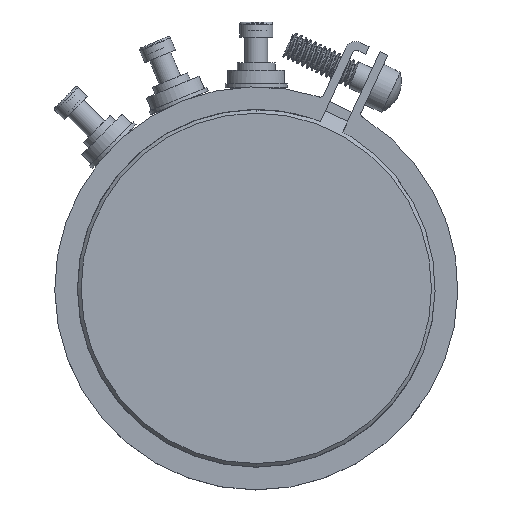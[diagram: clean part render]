
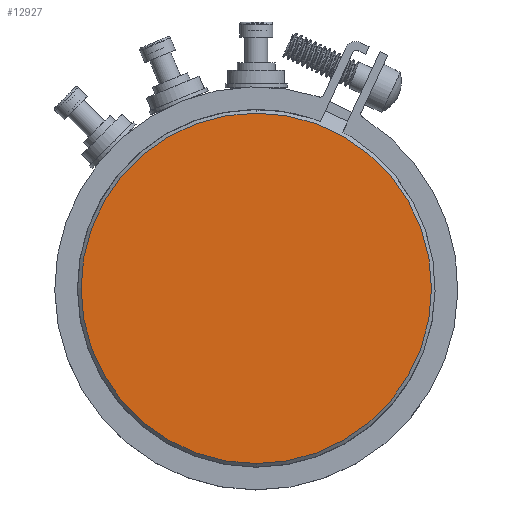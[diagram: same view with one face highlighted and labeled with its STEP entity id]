
A CAD part, top view. The second image highlights one B-rep face of the part: STEP entity #12927.
In plain terms, the highlighted planar face has unit normal (0, 0, 1).
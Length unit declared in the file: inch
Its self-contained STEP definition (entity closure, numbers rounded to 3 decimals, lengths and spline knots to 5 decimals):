
#663=CARTESIAN_POINT('',(0.,0.,0.075));
#664=DIRECTION('',(0.,0.,1.));
#665=DIRECTION('',(0.,-1.,0.));
#666=AXIS2_PLACEMENT_3D('',#663,#664,#665);
#807=CARTESIAN_POINT('',(0.,0.,0.075));
#808=DIRECTION('',(0.,0.,-1.));
#809=DIRECTION('',(0.,-1.,0.));
#810=AXIS2_PLACEMENT_3D('',#807,#808,#809);
#11666=CARTESIAN_POINT('',(0.,-0.463,0.075));
#11667=CARTESIAN_POINT('',(0.,0.463,0.075));
#11668=VERTEX_POINT('',#11666);
#11669=VERTEX_POINT('',#11667);
#12918=CARTESIAN_POINT('',(0.,0.,0.075));
#12919=DIRECTION('',(0.,0.,1.));
#12920=DIRECTION('',(0.,1.,0.));
#12921=AXIS2_PLACEMENT_3D('',#12918,#12919,#12920);
#12922=PLANE('',#12921);
#12923=ORIENTED_EDGE('',*,*,#12912,.T.);
#12924=ORIENTED_EDGE('',*,*,#12712,.F.);
#12925=EDGE_LOOP('',(#12923,#12924));
#12926=FACE_OUTER_BOUND('',#12925,.F.);
#12927=ADVANCED_FACE('',(#12926),#12922,.T.);
#667=CIRCLE('',#666,0.463);
#811=CIRCLE('',#810,0.463);
#12712=EDGE_CURVE('',#11668,#11669,#667,.T.);
#12912=EDGE_CURVE('',#11668,#11669,#811,.T.);
